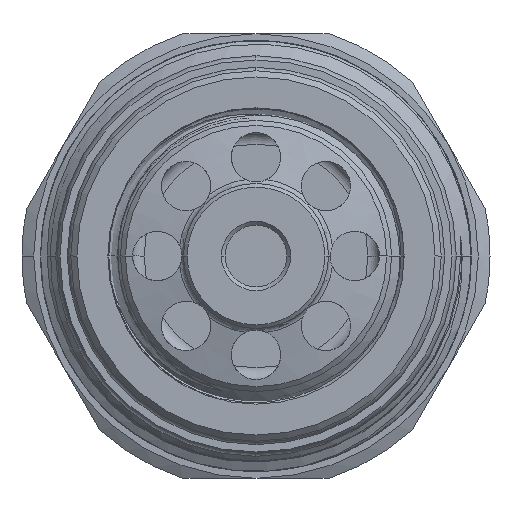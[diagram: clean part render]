
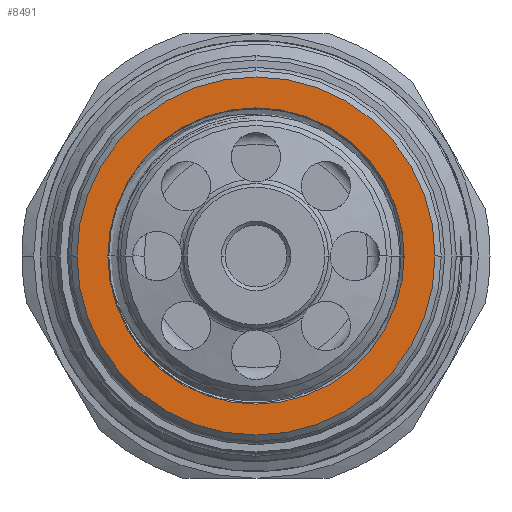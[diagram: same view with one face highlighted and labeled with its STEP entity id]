
A CAD part, left-side view. The second image highlights one B-rep face of the part: STEP entity #8491.
In plain terms, the highlighted planar face has unit normal (-1, 0, 0).
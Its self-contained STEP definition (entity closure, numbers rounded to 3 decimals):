
#462 = AXIS2_PLACEMENT_3D ( 'NONE', #14421, #17509, #4894 ) ;
#1120 = DIRECTION ( 'NONE',  ( 1., 0., 0. ) ) ;
#1287 = VERTEX_POINT ( 'NONE', #7028 ) ;
#1635 = EDGE_CURVE ( 'NONE', #6888, #1287, #8293, .T. ) ;
#2276 = CIRCLE ( 'NONE', #18452, 14.5 ) ;
#2922 = CARTESIAN_POINT ( 'NONE',  ( 0., 0., 0. ) ) ;
#3180 = DIRECTION ( 'NONE',  ( 0., 1., 0. ) ) ;
#3350 = EDGE_CURVE ( 'NONE', #19589, #5970, #2276, .T. ) ;
#4469 = CARTESIAN_POINT ( 'NONE',  ( 0., 12., 0. ) ) ;
#4894 = DIRECTION ( 'NONE',  ( 0., 1., 0. ) ) ;
#5613 = EDGE_LOOP ( 'NONE', ( #20486, #8342 ) ) ;
#5970 = VERTEX_POINT ( 'NONE', #6681 ) ;
#6681 = CARTESIAN_POINT ( 'NONE',  ( 0., 14.5, 0. ) ) ;
#6888 = VERTEX_POINT ( 'NONE', #4469 ) ;
#7028 = CARTESIAN_POINT ( 'NONE',  ( 0., -12., 0. ) ) ;
#7420 = CARTESIAN_POINT ( 'NONE',  ( 0., 0., 0. ) ) ;
#8293 = CIRCLE ( 'NONE', #462, 12. ) ;
#8342 = ORIENTED_EDGE ( 'NONE', *, *, #3350, .T. ) ;
#8491 = ADVANCED_FACE ( 'NONE', ( #13605, #15125 ), #18627, .F. ) ;
#8870 = DIRECTION ( 'NONE',  ( 0., 1., 0. ) ) ;
#9504 = CARTESIAN_POINT ( 'NONE',  ( 0., 0., 0. ) ) ;
#10571 = CARTESIAN_POINT ( 'NONE',  ( 0., -14.5, 0. ) ) ;
#10676 = EDGE_LOOP ( 'NONE', ( #14574, #19354 ) ) ;
#10928 = DIRECTION ( 'NONE',  ( 0., 1., 0. ) ) ;
#11242 = EDGE_CURVE ( 'NONE', #1287, #6888, #18230, .T. ) ;
#12056 = DIRECTION ( 'NONE',  ( 0., 1., 0. ) ) ;
#13605 = FACE_BOUND ( 'NONE', #10676, .T. ) ;
#14421 = CARTESIAN_POINT ( 'NONE',  ( 0., 0., 0. ) ) ;
#14574 = ORIENTED_EDGE ( 'NONE', *, *, #11242, .T. ) ;
#15125 = FACE_OUTER_BOUND ( 'NONE', #5613, .T. ) ;
#15315 = AXIS2_PLACEMENT_3D ( 'NONE', #9504, #17460, #3180 ) ;
#15333 = CARTESIAN_POINT ( 'NONE',  ( 0., 0., 0. ) ) ;
#15679 = AXIS2_PLACEMENT_3D ( 'NONE', #15333, #17010, #12056 ) ;
#16125 = CIRCLE ( 'NONE', #15679, 14.5 ) ;
#17010 = DIRECTION ( 'NONE',  ( -1., 0., 0. ) ) ;
#17460 = DIRECTION ( 'NONE',  ( 1., 0., 0. ) ) ;
#17509 = DIRECTION ( 'NONE',  ( 1., 0., 0. ) ) ;
#17773 = EDGE_CURVE ( 'NONE', #5970, #19589, #16125, .T. ) ;
#18230 = CIRCLE ( 'NONE', #20011, 12. ) ;
#18404 = DIRECTION ( 'NONE',  ( -1., 0., 0. ) ) ;
#18452 = AXIS2_PLACEMENT_3D ( 'NONE', #7420, #18404, #8870 ) ;
#18627 = PLANE ( 'NONE',  #15315 ) ;
#19354 = ORIENTED_EDGE ( 'NONE', *, *, #1635, .T. ) ;
#19589 = VERTEX_POINT ( 'NONE', #10571 ) ;
#20011 = AXIS2_PLACEMENT_3D ( 'NONE', #2922, #1120, #10928 ) ;
#20486 = ORIENTED_EDGE ( 'NONE', *, *, #17773, .T. ) ;
